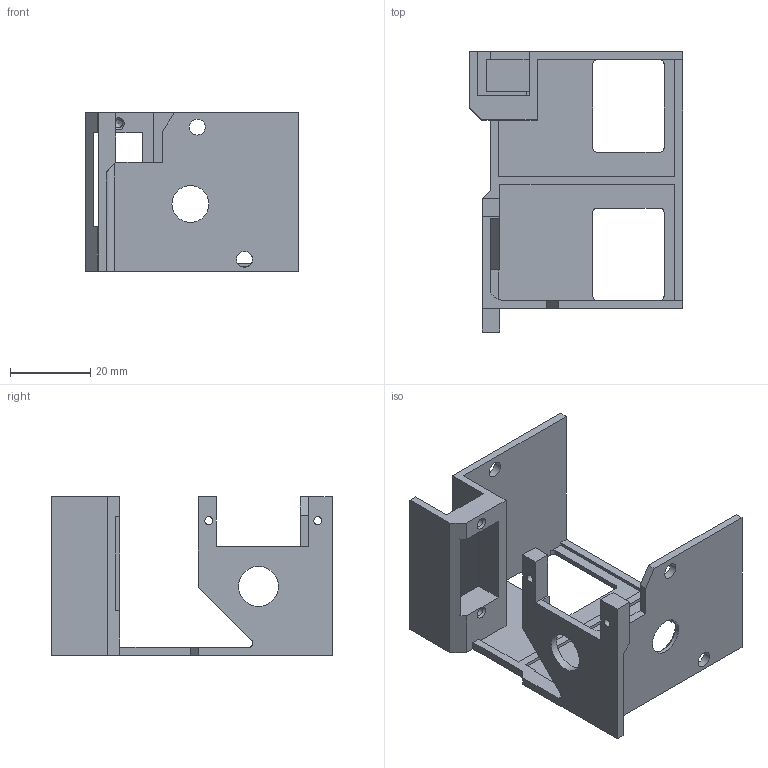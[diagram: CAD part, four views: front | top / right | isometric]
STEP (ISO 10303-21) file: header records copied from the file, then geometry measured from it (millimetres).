
FILE_DESCRIPTION(/* description */ (''),/* implementation_level */ '2;1');
FILE_NAME(/* name */ 'frame v1.stp',/* time_stamp */ '2024-04-26T21:48:05+08:00',/* author */ ('Toby'),/* organization */ (''),/* preprocessor_version */ 'ST-DEVELOPER v18.1',/* originating_system */ 'Autodesk Inventor 2021',/* authorisation */ '');
FILE_SCHEMA (('AUTOMOTIVE_DESIGN { 1 0 10303 214 3 1 1 }'));
Length unit declared in the file: millimetre
Products named in the file (1): frame v1
Bounding box: 53.2 x 70 x 39.6 mm (x, y, z)
Volume: 15327.1 mm3; surface area: 17091.9 mm2
Topology: 1 solids, 1 shells, 96 faces, 302 edges, 204 vertices
Faces by surface type: plane 66, cylinder 22, cone 8
Full cylindrical faces by diameter (mm): 2 x4, 4 x4, 9.2 x2, 10 x1
Entity records: 3439 total; most frequent: CARTESIAN_POINT 601, ORIENTED_EDGE 600, DIRECTION 564, EDGE_CURVE 300, LINE 230, VECTOR 230, VERTEX_POINT 204, AXIS2_PLACEMENT_3D 167
